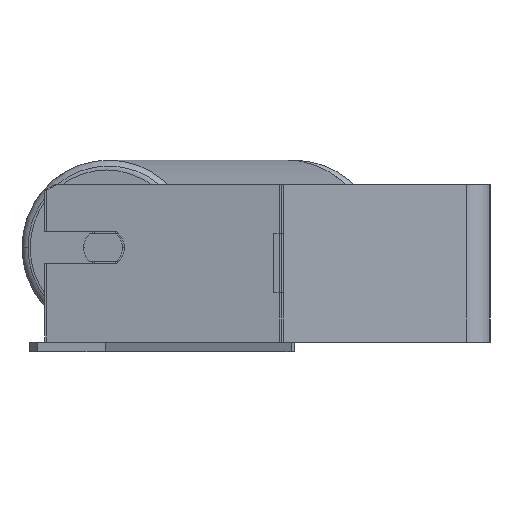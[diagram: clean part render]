
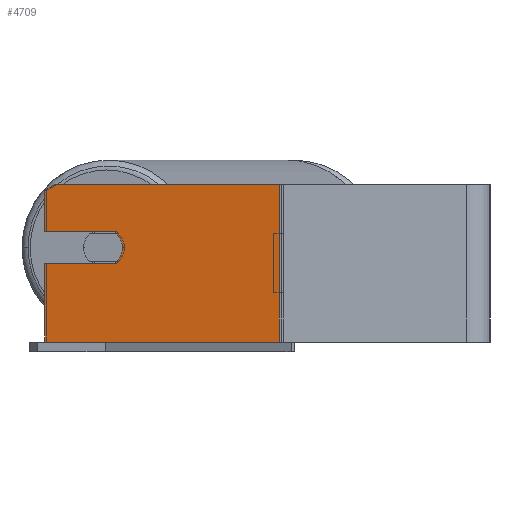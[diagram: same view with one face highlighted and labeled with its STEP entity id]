
A CAD part, left-side view. The second image highlights one B-rep face of the part: STEP entity #4709.
In plain terms, the highlighted planar face has unit normal (-0.985, 0.174, 0).
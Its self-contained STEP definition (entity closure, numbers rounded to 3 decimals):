
#69 = CARTESIAN_POINT ( 'NONE',  ( -834.005, 196.816, 8. ) ) ;
#90 = LINE ( 'NONE', #3719, #3295 ) ;
#207 = CARTESIAN_POINT ( 'NONE',  ( -849.818, 107.14, -40. ) ) ;
#412 = EDGE_CURVE ( 'NONE', #9249, #7771, #7802, .T. ) ;
#444 = VERTEX_POINT ( 'NONE', #6579 ) ;
#808 = EDGE_CURVE ( 'NONE', #3451, #9219, #6705, .T. ) ;
#834 = DIRECTION ( 'NONE',  ( 0.174, 0.985, 0. ) ) ;
#996 = CARTESIAN_POINT ( 'NONE',  ( -828.796, 226.361, 40. ) ) ;
#1054 = CARTESIAN_POINT ( 'NONE',  ( -828.796, 226.361, 37.113 ) ) ;
#1347 = LINE ( 'NONE', #7157, #8010 ) ;
#1569 = DIRECTION ( 'NONE',  ( -0.174, -0.985, 0. ) ) ;
#1631 = EDGE_LOOP ( 'NONE', ( #3082, #8023, #1711, #2333, #5423, #6360, #6438, #4045, #8219, #2637 ) ) ;
#1711 = ORIENTED_EDGE ( 'NONE', *, *, #8346, .T. ) ;
#1741 = CARTESIAN_POINT ( 'NONE',  ( -828.796, 226.361, -40. ) ) ;
#1900 = CARTESIAN_POINT ( 'NONE',  ( -828.796, 226.361, -40. ) ) ;
#2152 = DIRECTION ( 'NONE',  ( -0.174, -0.985, 0. ) ) ;
#2176 = CARTESIAN_POINT ( 'NONE',  ( -828.796, 226.361, 16. ) ) ;
#2213 = AXIS2_PLACEMENT_3D ( 'NONE', #69, #4592, #4639 ) ;
#2333 = ORIENTED_EDGE ( 'NONE', *, *, #6114, .F. ) ;
#2415 = CARTESIAN_POINT ( 'NONE',  ( -828.796, 226.361, 37.113 ) ) ;
#2420 = LINE ( 'NONE', #996, #4789 ) ;
#2534 = EDGE_CURVE ( 'NONE', #9249, #5353, #4376, .T. ) ;
#2597 = EDGE_CURVE ( 'NONE', #7771, #2917, #8371, .T. ) ;
#2626 = CARTESIAN_POINT ( 'NONE',  ( -835.742, 186.968, 8. ) ) ;
#2637 = ORIENTED_EDGE ( 'NONE', *, *, #7541, .F. ) ;
#2917 = VERTEX_POINT ( 'NONE', #207 ) ;
#3082 = ORIENTED_EDGE ( 'NONE', *, *, #7277, .F. ) ;
#3122 = VERTEX_POINT ( 'NONE', #3406 ) ;
#3213 = DIRECTION ( 'NONE',  ( 0.15, 0.853, -0.5 ) ) ;
#3284 = DIRECTION ( 'NONE',  ( -0.174, -0.985, 0. ) ) ;
#3295 = VECTOR ( 'NONE', #6644, 1000. ) ;
#3406 = CARTESIAN_POINT ( 'NONE',  ( -849.818, 107.14, 40. ) ) ;
#3424 = CARTESIAN_POINT ( 'NONE',  ( -828.796, 226.361, 40. ) ) ;
#3451 = VERTEX_POINT ( 'NONE', #3491 ) ;
#3491 = CARTESIAN_POINT ( 'NONE',  ( -829.664, 221.437, 40. ) ) ;
#3664 = CARTESIAN_POINT ( 'NONE',  ( -835.047, 190.908, 0. ) ) ;
#3719 = CARTESIAN_POINT ( 'NONE',  ( -828.796, 226.361, 40. ) ) ;
#4001 = AXIS2_PLACEMENT_3D ( 'NONE', #4906, #7117, #2152 ) ;
#4045 = ORIENTED_EDGE ( 'NONE', *, *, #412, .T. ) ;
#4376 = LINE ( 'NONE', #3664, #8858 ) ;
#4439 = VERTEX_POINT ( 'NONE', #2626 ) ;
#4446 = CARTESIAN_POINT ( 'NONE',  ( -835.047, 190.908, 0. ) ) ;
#4528 = VECTOR ( 'NONE', #6348, 1000. ) ;
#4579 = EDGE_CURVE ( 'NONE', #5353, #4439, #8123, .T. ) ;
#4592 = DIRECTION ( 'NONE',  ( -0.985, 0.174, 0. ) ) ;
#4639 = DIRECTION ( 'NONE',  ( -0.174, -0.985, 0. ) ) ;
#4709 = ADVANCED_FACE ( 'NONE', ( #8102 ), #5922, .F. ) ;
#4789 = VECTOR ( 'NONE', #5326, 1000. ) ;
#4906 = CARTESIAN_POINT ( 'NONE',  ( -834.005, 196.816, 8. ) ) ;
#5273 = VERTEX_POINT ( 'NONE', #2176 ) ;
#5326 = DIRECTION ( 'NONE',  ( 0., 0., -1. ) ) ;
#5353 = VERTEX_POINT ( 'NONE', #4446 ) ;
#5423 = ORIENTED_EDGE ( 'NONE', *, *, #8265, .F. ) ;
#5922 = PLANE ( 'NONE',  #8740 ) ;
#6114 = EDGE_CURVE ( 'NONE', #444, #5273, #7429, .T. ) ;
#6214 = VECTOR ( 'NONE', #3213, 1000. ) ;
#6248 = DIRECTION ( 'NONE',  ( 0., 0., -1. ) ) ;
#6348 = DIRECTION ( 'NONE',  ( 0., 0., -1. ) ) ;
#6360 = ORIENTED_EDGE ( 'NONE', *, *, #4579, .F. ) ;
#6438 = ORIENTED_EDGE ( 'NONE', *, *, #2534, .F. ) ;
#6579 = CARTESIAN_POINT ( 'NONE',  ( -835.047, 190.908, 16. ) ) ;
#6644 = DIRECTION ( 'NONE',  ( -0.174, -0.985, 0. ) ) ;
#6705 = LINE ( 'NONE', #2415, #6214 ) ;
#6825 = DIRECTION ( 'NONE',  ( 0.174, 0.985, 0. ) ) ;
#7117 = DIRECTION ( 'NONE',  ( -0.985, 0.174, 0. ) ) ;
#7157 = CARTESIAN_POINT ( 'NONE',  ( -849.818, 107.14, 40. ) ) ;
#7230 = VECTOR ( 'NONE', #6825, 1000. ) ;
#7277 = EDGE_CURVE ( 'NONE', #3451, #3122, #90, .T. ) ;
#7335 = DIRECTION ( 'NONE',  ( 0.985, -0.174, 0. ) ) ;
#7429 = LINE ( 'NONE', #8803, #7230 ) ;
#7541 = EDGE_CURVE ( 'NONE', #3122, #2917, #1347, .T. ) ;
#7771 = VERTEX_POINT ( 'NONE', #1741 ) ;
#7802 = LINE ( 'NONE', #3424, #4528 ) ;
#7901 = CARTESIAN_POINT ( 'NONE',  ( -828.796, 226.361, 0. ) ) ;
#8010 = VECTOR ( 'NONE', #6248, 1000. ) ;
#8023 = ORIENTED_EDGE ( 'NONE', *, *, #808, .T. ) ;
#8102 = FACE_OUTER_BOUND ( 'NONE', #1631, .T. ) ;
#8123 = CIRCLE ( 'NONE', #4001, 10. ) ;
#8219 = ORIENTED_EDGE ( 'NONE', *, *, #2597, .T. ) ;
#8265 = EDGE_CURVE ( 'NONE', #4439, #444, #8589, .T. ) ;
#8346 = EDGE_CURVE ( 'NONE', #9219, #5273, #2420, .T. ) ;
#8371 = LINE ( 'NONE', #1900, #9159 ) ;
#8589 = CIRCLE ( 'NONE', #2213, 10. ) ;
#8740 = AXIS2_PLACEMENT_3D ( 'NONE', #8907, #7335, #834 ) ;
#8803 = CARTESIAN_POINT ( 'NONE',  ( -835.047, 190.908, 16. ) ) ;
#8858 = VECTOR ( 'NONE', #1569, 1000. ) ;
#8907 = CARTESIAN_POINT ( 'NONE',  ( -828.796, 226.361, 40. ) ) ;
#9159 = VECTOR ( 'NONE', #3284, 1000. ) ;
#9219 = VERTEX_POINT ( 'NONE', #1054 ) ;
#9249 = VERTEX_POINT ( 'NONE', #7901 ) ;
